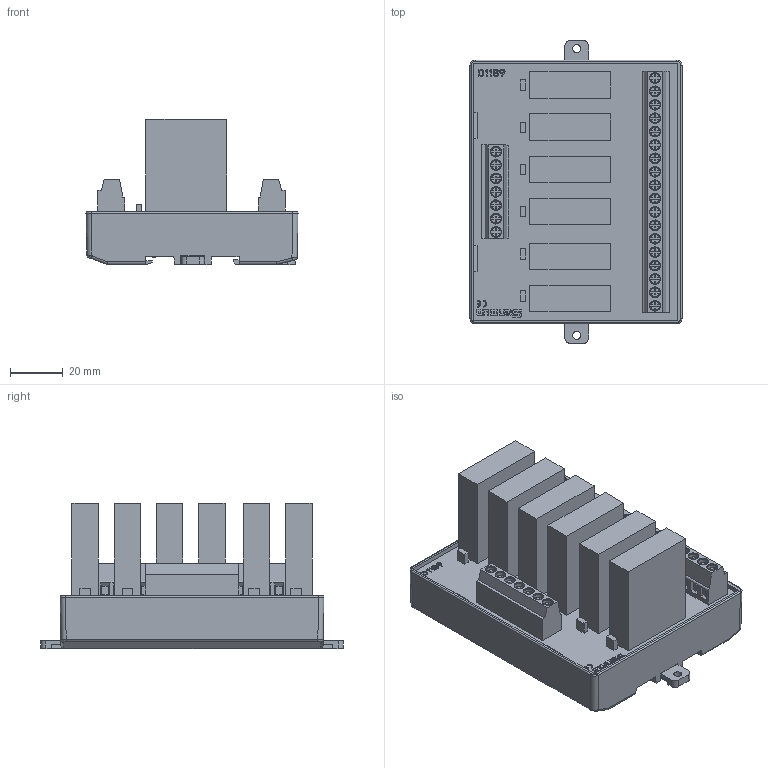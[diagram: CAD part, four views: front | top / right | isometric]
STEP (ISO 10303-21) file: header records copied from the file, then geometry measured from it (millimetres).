
FILE_DESCRIPTION(/* description */ (''),/* implementation_level */ '2;1');
FILE_NAME(/* name */ 'D1189-E.stp',/* time_stamp */ '2024-08-16T09:43:34+08:00',/* author */ (''),/* organization */ (''),/* preprocessor_version */ 'ST-DEVELOPER v14',/* originating_system */ 'SIEMENS PLM Software NX 8.0',/* authorisation */ '');
FILE_SCHEMA (('AUTOMOTIVE_DESIGN { 1 0 10303 214 3 1 1 1 }'));
Length unit declared in the file: millimetre
Products named in the file (1): Admi12A04B78acey
Bounding box: 80.4 x 114.77 x 55 mm (x, y, z)
Volume: 218594.1 mm3; surface area: 50089.4 mm2
Topology: 3 solids, 3 shells, 1078 faces, 2804 edges, 1850 vertices
Faces by surface type: plane 814, cylinder 115, torus 75, cone 50, extrusion 14, bspline 10
Full cylindrical faces by diameter (mm): 3 x2, 4.1 x50
Entity records: 35520 total; most frequent: CARTESIAN_POINT 8866, ORIENTED_EDGE 5422, DIRECTION 4785, EDGE_CURVE 2711, VECTOR 2023, LINE 2009, VERTEX_POINT 1836, AXIS2_PLACEMENT_3D 1381
